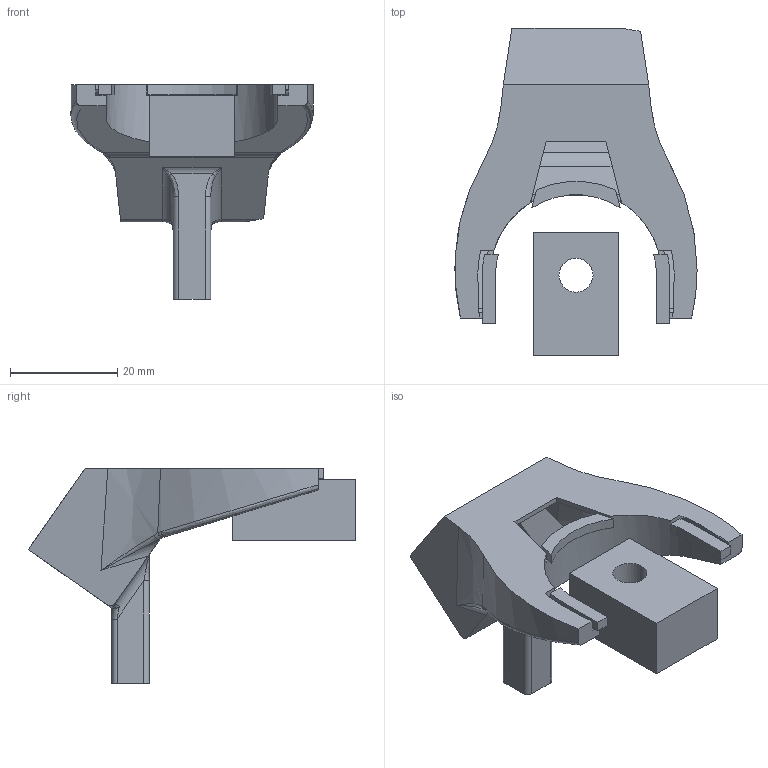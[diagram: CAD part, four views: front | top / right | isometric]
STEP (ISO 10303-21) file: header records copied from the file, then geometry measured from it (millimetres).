
FILE_DESCRIPTION (( 'STEP AP214' ), '1' );
FILE_NAME ('521 V6 Part Cooling Fan Shroud 50mm.STEP', '2021-03-17T21:33:13', ( '' ), ( '' ), 'SwSTEP 2.0', 'SolidWorks 2019', '' );
FILE_SCHEMA (( 'AUTOMOTIVE_DESIGN' ));
Length unit declared in the file: millimetre
Products named in the file (1): 521 V6 Part Cooling Fan Shroud 50mm
Bounding box: 45.18 x 61.06 x 40.1 mm (x, y, z)
Volume: 11306 mm3; surface area: 11152.9 mm2
Topology: 5 solids, 5 shells, 172 faces, 466 edges, 297 vertices
Faces by surface type: plane 87, cylinder 38, bspline 38, torus 7, cone 2
Entity records: 6312 total; most frequent: CARTESIAN_POINT 2316, ORIENTED_EDGE 924, DIRECTION 678, EDGE_CURVE 462, VERTEX_POINT 297, LINE 240, VECTOR 240, AXIS2_PLACEMENT_3D 219
